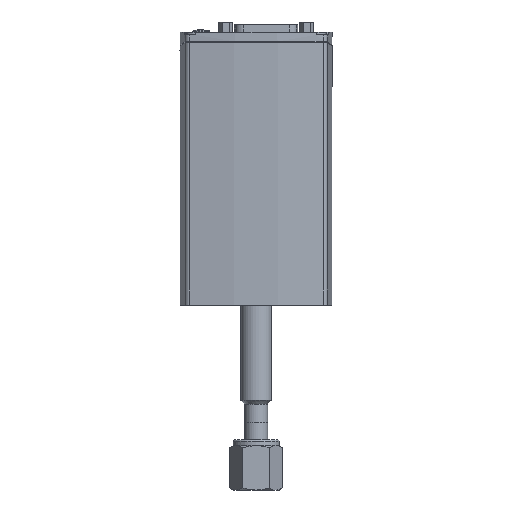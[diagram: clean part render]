
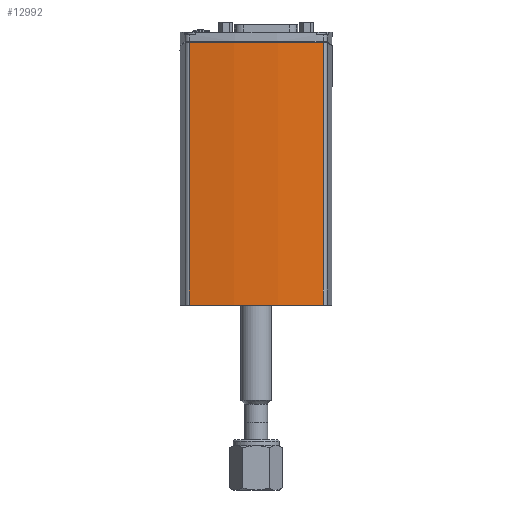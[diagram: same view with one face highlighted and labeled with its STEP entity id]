
A CAD part, left-side view. The second image highlights one B-rep face of the part: STEP entity #12992.
In plain terms, the highlighted cylindrical face has radius 170 mm (diameter 340 mm), a partial arc.
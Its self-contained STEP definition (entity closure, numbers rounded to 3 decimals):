
#191=B_SPLINE_CURVE_WITH_KNOTS('',3,(#24594,#24595,#24596,#24597,#24598,
#24599,#24600,#24601,#24602,#24603,#24604,#24605,#24606,#24607),
 .UNSPECIFIED.,.F.,.F.,(4,2,2,2,2,2,4),(1.449,2.019,
3.028,4.038,5.047,6.057,6.627),
 .UNSPECIFIED.);
#1452=FACE_OUTER_BOUND('',#2247,.T.);
#2247=EDGE_LOOP('',(#11331,#11332,#11333,#11334));
#3287=LINE('',#24697,#4324);
#3290=LINE('',#24704,#4327);
#4324=VECTOR('',#17690,10.);
#4327=VECTOR('',#17701,10.);
#4847=CIRCLE('',#14200,170.);
#5994=VERTEX_POINT('',#24547);
#5995=VERTEX_POINT('',#24548);
#6009=VERTEX_POINT('',#24592);
#6010=VERTEX_POINT('',#24593);
#7753=EDGE_CURVE('',#5994,#5995,#4847,.T.);
#7776=EDGE_CURVE('',#6009,#6010,#191,.F.);
#7788=EDGE_CURVE('',#5994,#6009,#3287,.T.);
#7791=EDGE_CURVE('',#5995,#6010,#3290,.T.);
#11331=ORIENTED_EDGE('',*,*,#7776,.T.);
#11332=ORIENTED_EDGE('',*,*,#7791,.F.);
#11333=ORIENTED_EDGE('',*,*,#7753,.F.);
#11334=ORIENTED_EDGE('',*,*,#7788,.T.);
#11610=CYLINDRICAL_SURFACE('',#14232,170.);
#12992=ADVANCED_FACE('',(#1452),#11610,.T.);
#14200=AXIS2_PLACEMENT_3D('',#24549,#17623,#17624);
#14232=AXIS2_PLACEMENT_3D('',#24705,#17702,#17703);
#17623=DIRECTION('center_axis',(0.,0.,
-1.));
#17624=DIRECTION('ref_axis',(1.,0.,0.));
#17690=DIRECTION('',(0.,0.,1.));
#17701=DIRECTION('',(0.,0.,1.));
#17702=DIRECTION('center_axis',(0.,0.,
1.));
#17703=DIRECTION('ref_axis',(-1.,0.,0.));
#24547=CARTESIAN_POINT('',(-29.245,-27.596,9.));
#24548=CARTESIAN_POINT('',(-29.245,27.596,9.));
#24549=CARTESIAN_POINT('Origin',(138.5,0.,
9.));
#24592=CARTESIAN_POINT('',(-29.245,-27.596,117.186));
#24593=CARTESIAN_POINT('',(-29.245,27.596,117.186));
#24594=CARTESIAN_POINT('Ctrl Pts',(-29.245,27.596,117.186));
#24595=CARTESIAN_POINT('Ctrl Pts',(-29.581,25.555,117.19));
#24596=CARTESIAN_POINT('Ctrl Pts',(-29.882,23.494,117.193));
#24597=CARTESIAN_POINT('Ctrl Pts',(-30.609,17.769,117.198));
#24598=CARTESIAN_POINT('Ctrl Pts',(-30.953,14.095,117.199));
#24599=CARTESIAN_POINT('Ctrl Pts',(-31.399,6.893,117.2));
#24600=CARTESIAN_POINT('Ctrl Pts',(-31.5,3.365,117.2));
#24601=CARTESIAN_POINT('Ctrl Pts',(-31.5,-3.365,
117.2));
#24602=CARTESIAN_POINT('Ctrl Pts',(-31.399,-6.893,117.2));
#24603=CARTESIAN_POINT('Ctrl Pts',(-30.953,-14.095,
117.199));
#24604=CARTESIAN_POINT('Ctrl Pts',(-30.609,-17.769,117.198));
#24605=CARTESIAN_POINT('Ctrl Pts',(-29.882,-23.493,
117.193));
#24606=CARTESIAN_POINT('Ctrl Pts',(-29.581,-25.555,117.19));
#24607=CARTESIAN_POINT('Ctrl Pts',(-29.245,-27.596,
117.186));
#24697=CARTESIAN_POINT('',(-29.245,-27.596,9.));
#24704=CARTESIAN_POINT('',(-29.245,27.596,9.));
#24705=CARTESIAN_POINT('Origin',(138.5,0.,
9.));
